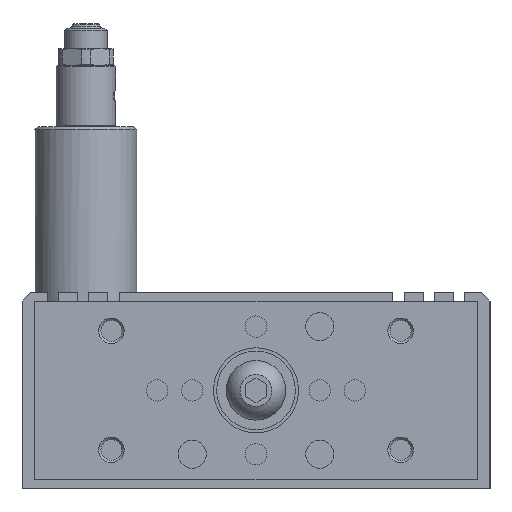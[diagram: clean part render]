
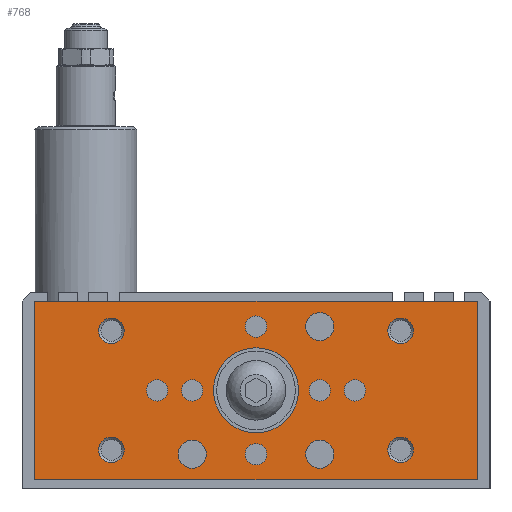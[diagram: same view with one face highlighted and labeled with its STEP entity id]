
A CAD part, left-side view. The second image highlights one B-rep face of the part: STEP entity #768.
In plain terms, the highlighted planar face has unit normal (-1, 0, 0).
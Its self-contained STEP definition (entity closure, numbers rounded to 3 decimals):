
#768 = ADVANCED_FACE( '', ( #1723, #1724, #1725, #1726, #1727, #1728, #1729, #1730, #1731, #1732, #1733, #1734, #1735, #1736, #1737 ), #1738, .F. );
#1723 = FACE_BOUND( '', #2835, .T. );
#1724 = FACE_BOUND( '', #2836, .T. );
#1725 = FACE_BOUND( '', #2837, .T. );
#1726 = FACE_BOUND( '', #2838, .T. );
#1727 = FACE_BOUND( '', #2839, .T. );
#1728 = FACE_BOUND( '', #2840, .T. );
#1729 = FACE_BOUND( '', #2841, .T. );
#1730 = FACE_BOUND( '', #2842, .T. );
#1731 = FACE_BOUND( '', #2843, .T. );
#1732 = FACE_BOUND( '', #2844, .T. );
#1733 = FACE_BOUND( '', #2845, .T. );
#1734 = FACE_BOUND( '', #2846, .T. );
#1735 = FACE_BOUND( '', #2847, .T. );
#1736 = FACE_BOUND( '', #2848, .T. );
#1737 = FACE_OUTER_BOUND( '', #2849, .T. );
#1738 = PLANE( '', #2850 );
#2835 = EDGE_LOOP( '', ( #4785 ) );
#2836 = EDGE_LOOP( '', ( #4786 ) );
#2837 = EDGE_LOOP( '', ( #4787 ) );
#2838 = EDGE_LOOP( '', ( #4788 ) );
#2839 = EDGE_LOOP( '', ( #4789 ) );
#2840 = EDGE_LOOP( '', ( #4790 ) );
#2841 = EDGE_LOOP( '', ( #4791 ) );
#2842 = EDGE_LOOP( '', ( #4792 ) );
#2843 = EDGE_LOOP( '', ( #4793 ) );
#2844 = EDGE_LOOP( '', ( #4794 ) );
#2845 = EDGE_LOOP( '', ( #4795 ) );
#2846 = EDGE_LOOP( '', ( #4796 ) );
#2847 = EDGE_LOOP( '', ( #4797 ) );
#2848 = EDGE_LOOP( '', ( #4798 ) );
#2849 = EDGE_LOOP( '', ( #4799, #4800, #4801, #4802 ) );
#2850 = AXIS2_PLACEMENT_3D( '', #4803, #4804, #4805 );
#4785 = ORIENTED_EDGE( '', *, *, #5822, .T. );
#4786 = ORIENTED_EDGE( '', *, *, #5453, .T. );
#4787 = ORIENTED_EDGE( '', *, *, #5567, .T. );
#4788 = ORIENTED_EDGE( '', *, *, #6166, .T. );
#4789 = ORIENTED_EDGE( '', *, *, #6167, .T. );
#4790 = ORIENTED_EDGE( '', *, *, #5756, .T. );
#4791 = ORIENTED_EDGE( '', *, *, #6168, .T. );
#4792 = ORIENTED_EDGE( '', *, *, #5945, .F. );
#4793 = ORIENTED_EDGE( '', *, *, #6012, .T. );
#4794 = ORIENTED_EDGE( '', *, *, #5604, .T. );
#4795 = ORIENTED_EDGE( '', *, *, #6169, .F. );
#4796 = ORIENTED_EDGE( '', *, *, #5528, .F. );
#4797 = ORIENTED_EDGE( '', *, *, #5916, .T. );
#4798 = ORIENTED_EDGE( '', *, *, #5861, .T. );
#4799 = ORIENTED_EDGE( '', *, *, #6170, .F. );
#4800 = ORIENTED_EDGE( '', *, *, #5972, .F. );
#4801 = ORIENTED_EDGE( '', *, *, #6157, .F. );
#4802 = ORIENTED_EDGE( '', *, *, #6024, .F. );
#4803 = CARTESIAN_POINT( '', ( -106., 52., 44. ) );
#4804 = DIRECTION( '', ( 1., 0., 0. ) );
#4805 = DIRECTION( '', ( 0., 0., 1. ) );
#5453 = EDGE_CURVE( '', #6301, #6301, #6302, .T. );
#5528 = EDGE_CURVE( '', #6430, #6430, #6431, .T. );
#5567 = EDGE_CURVE( '', #6496, #6496, #6497, .T. );
#5604 = EDGE_CURVE( '', #6558, #6558, #6559, .T. );
#5756 = EDGE_CURVE( '', #6810, #6810, #6811, .T. );
#5822 = EDGE_CURVE( '', #6910, #6910, #6911, .T. );
#5861 = EDGE_CURVE( '', #6972, #6972, #6973, .T. );
#5916 = EDGE_CURVE( '', #7058, #7058, #7059, .T. );
#5945 = EDGE_CURVE( '', #7099, #7099, #7100, .T. );
#5972 = EDGE_CURVE( '', #7138, #7140, #7141, .T. );
#6012 = EDGE_CURVE( '', #7198, #7198, #7199, .T. );
#6024 = EDGE_CURVE( '', #7214, #7216, #7217, .T. );
#6157 = EDGE_CURVE( '', #7216, #7138, #7392, .T. );
#6166 = EDGE_CURVE( '', #7402, #7402, #7403, .T. );
#6167 = EDGE_CURVE( '', #7404, #7404, #7405, .T. );
#6168 = EDGE_CURVE( '', #7406, #7406, #7407, .T. );
#6169 = EDGE_CURVE( '', #7408, #7408, #7409, .T. );
#6170 = EDGE_CURVE( '', #7140, #7214, #7410, .T. );
#6301 = VERTEX_POINT( '', #7562 );
#6302 = CIRCLE( '', #7563, 2.51 );
#6430 = VERTEX_POINT( '', #7719 );
#6431 = CIRCLE( '', #7720, 3. );
#6496 = VERTEX_POINT( '', #7801 );
#6497 = CIRCLE( '', #7802, 2.51 );
#6558 = VERTEX_POINT( '', #8072 );
#6559 = CIRCLE( '', #8073, 3. );
#6810 = VERTEX_POINT( '', #8489 );
#6811 = CIRCLE( '', #8490, 3.3 );
#6910 = VERTEX_POINT( '', #8628 );
#6911 = CIRCLE( '', #8629, 2.51 );
#6972 = VERTEX_POINT( '', #8779 );
#6973 = CIRCLE( '', #8780, 10. );
#7058 = VERTEX_POINT( '', #8914 );
#7059 = CIRCLE( '', #8915, 3. );
#7099 = VERTEX_POINT( '', #8960 );
#7100 = CIRCLE( '', #8961, 2.51 );
#7138 = VERTEX_POINT( '', #9012 );
#7140 = VERTEX_POINT( '', #9015 );
#7141 = LINE( '', #9016, #9017 );
#7198 = VERTEX_POINT( '', #9099 );
#7199 = CIRCLE( '', #9100, 2.51 );
#7214 = VERTEX_POINT( '', #9123 );
#7216 = VERTEX_POINT( '', #9126 );
#7217 = LINE( '', #9127, #9128 );
#7392 = LINE( '', #9381, #9382 );
#7402 = VERTEX_POINT( '', #9393 );
#7403 = CIRCLE( '', #9394, 2.51 );
#7404 = VERTEX_POINT( '', #9395 );
#7405 = CIRCLE( '', #9396, 3.3 );
#7406 = VERTEX_POINT( '', #9397 );
#7407 = CIRCLE( '', #9398, 3.3 );
#7408 = VERTEX_POINT( '', #9399 );
#7409 = CIRCLE( '', #9400, 3. );
#7410 = LINE( '', #9401, #9402 );
#7562 = CARTESIAN_POINT( '', ( -106., 12.49, 23. ) );
#7563 = AXIS2_PLACEMENT_3D( '', #9592, #9593, #9594 );
#7719 = CARTESIAN_POINT( '', ( -106., 31., 37. ) );
#7720 = AXIS2_PLACEMENT_3D( '', #9698, #9699, #9700 );
#7801 = CARTESIAN_POINT( '', ( -106., 0., 35.49 ) );
#7802 = AXIS2_PLACEMENT_3D( '', #9756, #9757, #9758 );
#8072 = CARTESIAN_POINT( '', ( -106., 31., 9. ) );
#8073 = AXIS2_PLACEMENT_3D( '', #9792, #9793, #9794 );
#8489 = CARTESIAN_POINT( '', ( -106., -15., 4.7 ) );
#8490 = AXIS2_PLACEMENT_3D( '', #10005, #10006, #10007 );
#8628 = CARTESIAN_POINT( '', ( -106., 0., 10.51 ) );
#8629 = AXIS2_PLACEMENT_3D( '', #10077, #10078, #10079 );
#8779 = CARTESIAN_POINT( '', ( -106., 10., 23. ) );
#8780 = AXIS2_PLACEMENT_3D( '', #10130, #10131, #10132 );
#8914 = CARTESIAN_POINT( '', ( -106., -31., 37. ) );
#8915 = AXIS2_PLACEMENT_3D( '', #10205, #10206, #10207 );
#8960 = CARTESIAN_POINT( '', ( -106., 20.74, 23. ) );
#8961 = AXIS2_PLACEMENT_3D( '', #10240, #10241, #10242 );
#9012 = CARTESIAN_POINT( '', ( -106., -52., 2. ) );
#9015 = CARTESIAN_POINT( '', ( -106., 52., 2. ) );
#9016 = CARTESIAN_POINT( '', ( -106., -52., 2. ) );
#9017 = VECTOR( '', #10269, 1000. );
#9099 = CARTESIAN_POINT( '', ( -106., -20.74, 23. ) );
#9100 = AXIS2_PLACEMENT_3D( '', #10311, #10312, #10313 );
#9123 = CARTESIAN_POINT( '', ( -106., 52., 44. ) );
#9126 = CARTESIAN_POINT( '', ( -106., -52., 44. ) );
#9127 = CARTESIAN_POINT( '', ( -106., 52., 44. ) );
#9128 = VECTOR( '', #10324, 1000. );
#9381 = CARTESIAN_POINT( '', ( -106., -52., 44. ) );
#9382 = VECTOR( '', #10458, 1000. );
#9393 = CARTESIAN_POINT( '', ( -106., -12.49, 23. ) );
#9394 = AXIS2_PLACEMENT_3D( '', #10463, #10464, #10465 );
#9395 = CARTESIAN_POINT( '', ( -106., 15., 4.7 ) );
#9396 = AXIS2_PLACEMENT_3D( '', #10466, #10467, #10468 );
#9397 = CARTESIAN_POINT( '', ( -106., -15., 34.7 ) );
#9398 = AXIS2_PLACEMENT_3D( '', #10469, #10470, #10471 );
#9399 = CARTESIAN_POINT( '', ( -106., -31., 9. ) );
#9400 = AXIS2_PLACEMENT_3D( '', #10472, #10473, #10474 );
#9401 = CARTESIAN_POINT( '', ( -106., 52., 2. ) );
#9402 = VECTOR( '', #10475, 1000. );
#9592 = CARTESIAN_POINT( '', ( -106., 15., 23. ) );
#9593 = DIRECTION( '', ( 1., 0., 0. ) );
#9594 = DIRECTION( '', ( 0., -1., 0. ) );
#9698 = CARTESIAN_POINT( '', ( -106., 34., 37. ) );
#9699 = DIRECTION( '', ( -1., 0., 0. ) );
#9700 = DIRECTION( '', ( 0., -1., 0. ) );
#9756 = CARTESIAN_POINT( '', ( -106., 0., 38. ) );
#9757 = DIRECTION( '', ( 1., 0., 0. ) );
#9758 = DIRECTION( '', ( 0., 0., -1. ) );
#9792 = CARTESIAN_POINT( '', ( -106., 34., 9. ) );
#9793 = DIRECTION( '', ( 1., 0., 0. ) );
#9794 = DIRECTION( '', ( 0., -1., 0. ) );
#10005 = CARTESIAN_POINT( '', ( -106., -15., 8. ) );
#10006 = DIRECTION( '', ( 1., 0., 0. ) );
#10007 = DIRECTION( '', ( 0., 0., -1. ) );
#10077 = CARTESIAN_POINT( '', ( -106., 0., 8. ) );
#10078 = DIRECTION( '', ( 1., 0., 0. ) );
#10079 = DIRECTION( '', ( 0., 0., 1. ) );
#10130 = CARTESIAN_POINT( '', ( -106., 0., 23. ) );
#10131 = DIRECTION( '', ( 1., 0., 0. ) );
#10132 = DIRECTION( '', ( 0., 1., 0. ) );
#10205 = CARTESIAN_POINT( '', ( -106., -34., 37. ) );
#10206 = DIRECTION( '', ( 1., 0., 0. ) );
#10207 = DIRECTION( '', ( 0., 1., 0. ) );
#10240 = CARTESIAN_POINT( '', ( -106., 23.25, 23. ) );
#10241 = DIRECTION( '', ( -1., 0., 0. ) );
#10242 = DIRECTION( '', ( 0., -1., 0. ) );
#10269 = DIRECTION( '', ( 0., 1., 0. ) );
#10311 = CARTESIAN_POINT( '', ( -106., -23.25, 23. ) );
#10312 = DIRECTION( '', ( 1., 0., 0. ) );
#10313 = DIRECTION( '', ( 0., 1., 0. ) );
#10324 = DIRECTION( '', ( 0., -1., 0. ) );
#10458 = DIRECTION( '', ( 0., 0., -1. ) );
#10463 = CARTESIAN_POINT( '', ( -106., -15., 23. ) );
#10464 = DIRECTION( '', ( 1., 0., 0. ) );
#10465 = DIRECTION( '', ( 0., 1., 0. ) );
#10466 = CARTESIAN_POINT( '', ( -106., 15., 8. ) );
#10467 = DIRECTION( '', ( 1., 0., 0. ) );
#10468 = DIRECTION( '', ( 0., 0., -1. ) );
#10469 = CARTESIAN_POINT( '', ( -106., -15., 38. ) );
#10470 = DIRECTION( '', ( 1., 0., 0. ) );
#10471 = DIRECTION( '', ( 0., 0., -1. ) );
#10472 = CARTESIAN_POINT( '', ( -106., -34., 9. ) );
#10473 = DIRECTION( '', ( -1., 0., 0. ) );
#10474 = DIRECTION( '', ( 0., 1., 0. ) );
#10475 = DIRECTION( '', ( 0., 0., 1. ) );
